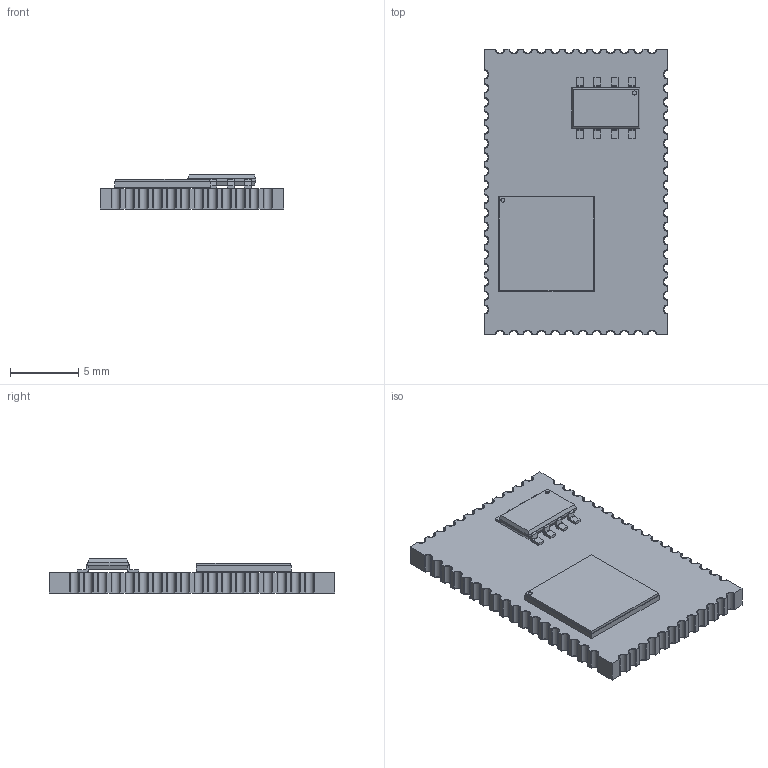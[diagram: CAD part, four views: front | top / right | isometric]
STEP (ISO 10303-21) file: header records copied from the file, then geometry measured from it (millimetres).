
FILE_DESCRIPTION(/* description */ (''),/* implementation_level */ '2;1');
FILE_NAME(/* name */ 'TS3008C.step',/* time_stamp */ '2024-10-12T15:40:46+03:00',/* author */ (''),/* organization */ (''),/* preprocessor_version */ 'ST-DEVELOPER v20',/* originating_system */ 'Autodesk Translation Framework v13.20.0.188',/* authorisation */ '');
FILE_SCHEMA (('AUTOMOTIVE_DESIGN { 1 0 10303 214 3 1 1 }'));
Length unit declared in the file: millimetre
Products named in the file (5): Untitled; BGA121C50P11X11_700X700X50; Model; SOIC127P450X100-8N; Model_1
Assembly tree (4 placements, depth 3):
  Untitled
    BGA121C50P11X11_700X700X50
      Model
    SOIC127P450X100-8N
      Model_1
Bounding box: 13.5 x 21 x 2.5 mm (x, y, z)
Volume: 455.1 mm3; surface area: 1181.4 mm2
Topology: 193 solids, 193 shells, 741 faces, 1777 edges, 1182 vertices
Faces by surface type: plane 406, cylinder 214, sphere 121
Full cylindrical faces by diameter (mm): 0.3 x2
Entity records: 20344 total; most frequent: DIRECTION 3584, CARTESIAN_POINT 3467, ORIENTED_EDGE 3070, EDGE_CURVE 1535, AXIS2_PLACEMENT_3D 1299, VERTEX_POINT 1182, LINE 986, VECTOR 986
